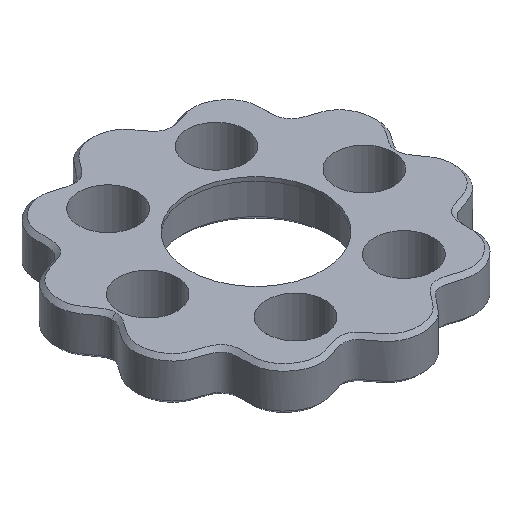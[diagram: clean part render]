
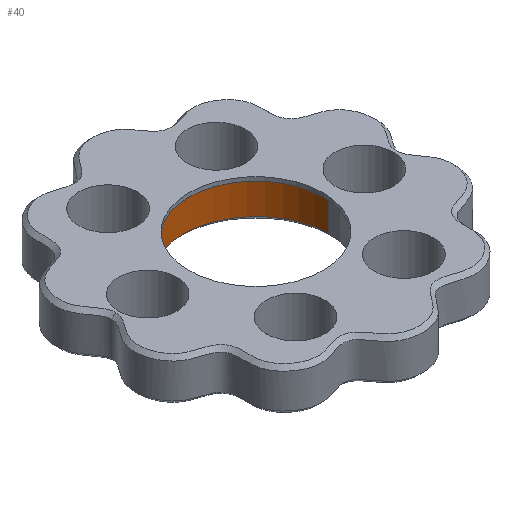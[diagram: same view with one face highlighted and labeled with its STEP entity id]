
A CAD part, isometric view. The second image highlights one B-rep face of the part: STEP entity #40.
In plain terms, the highlighted cylindrical face has radius 7.575 mm (diameter 15.15 mm), a partial arc.
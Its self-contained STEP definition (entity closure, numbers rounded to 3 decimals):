
#40 = ADVANCED_FACE ( 'NONE', ( #8042 ), #1193, .F. ) ;
#269 = EDGE_CURVE ( 'NONE', #6238, #1945, #9267, .T. ) ;
#283 = EDGE_LOOP ( 'NONE', ( #7455, #11728, #7894, #5347 ) ) ;
#836 = DIRECTION ( 'NONE',  ( -1., 0., 0. ) ) ;
#1070 = AXIS2_PLACEMENT_3D ( 'NONE', #3274, #6219, #2442 ) ;
#1193 = CYLINDRICAL_SURFACE ( 'NONE', #4404, 7.575 ) ;
#1537 = VECTOR ( 'NONE', #7149, 1000. ) ;
#1699 = CIRCLE ( 'NONE', #4355, 7.575 ) ;
#1798 = CARTESIAN_POINT ( 'NONE',  ( -7.575, 0., 4. ) ) ;
#1945 = VERTEX_POINT ( 'NONE', #11463 ) ;
#2442 = DIRECTION ( 'NONE',  ( 1., 0., 0. ) ) ;
#3181 = CARTESIAN_POINT ( 'NONE',  ( 0., 0., 4. ) ) ;
#3274 = CARTESIAN_POINT ( 'NONE',  ( 0., 0., 0.4 ) ) ;
#4131 = LINE ( 'NONE', #10839, #12079 ) ;
#4320 = VERTEX_POINT ( 'NONE', #7076 ) ;
#4355 = AXIS2_PLACEMENT_3D ( 'NONE', #12540, #4749, #836 ) ;
#4404 = AXIS2_PLACEMENT_3D ( 'NONE', #3181, #10158, #8243 ) ;
#4749 = DIRECTION ( 'NONE',  ( 0., 0., -1. ) ) ;
#4752 = EDGE_CURVE ( 'NONE', #1945, #6560, #9856, .T. ) ;
#5110 = CARTESIAN_POINT ( 'NONE',  ( -7.575, 0., 4. ) ) ;
#5347 = ORIENTED_EDGE ( 'NONE', *, *, #4752, .T. ) ;
#6219 = DIRECTION ( 'NONE',  ( 0., 0., -1. ) ) ;
#6238 = VERTEX_POINT ( 'NONE', #1798 ) ;
#6306 = EDGE_CURVE ( 'NONE', #6238, #4320, #1699, .T. ) ;
#6560 = VERTEX_POINT ( 'NONE', #11475 ) ;
#7076 = CARTESIAN_POINT ( 'NONE',  ( 7.575, 0., 4. ) ) ;
#7149 = DIRECTION ( 'NONE',  ( 0., 0., -1. ) ) ;
#7455 = ORIENTED_EDGE ( 'NONE', *, *, #8177, .F. ) ;
#7894 = ORIENTED_EDGE ( 'NONE', *, *, #269, .T. ) ;
#8042 = FACE_OUTER_BOUND ( 'NONE', #283, .T. ) ;
#8177 = EDGE_CURVE ( 'NONE', #4320, #6560, #4131, .T. ) ;
#8243 = DIRECTION ( 'NONE',  ( -1., 0., 0. ) ) ;
#9267 = LINE ( 'NONE', #5110, #1537 ) ;
#9856 = CIRCLE ( 'NONE', #1070, 7.575 ) ;
#9948 = DIRECTION ( 'NONE',  ( 0., 0., -1. ) ) ;
#10158 = DIRECTION ( 'NONE',  ( 0., 0., -1. ) ) ;
#10839 = CARTESIAN_POINT ( 'NONE',  ( 7.575, 0., 4. ) ) ;
#11463 = CARTESIAN_POINT ( 'NONE',  ( -7.575, 0., 0.4 ) ) ;
#11475 = CARTESIAN_POINT ( 'NONE',  ( 7.575, 0., 0.4 ) ) ;
#11728 = ORIENTED_EDGE ( 'NONE', *, *, #6306, .F. ) ;
#12079 = VECTOR ( 'NONE', #9948, 1000. ) ;
#12540 = CARTESIAN_POINT ( 'NONE',  ( 0., 0., 4. ) ) ;
